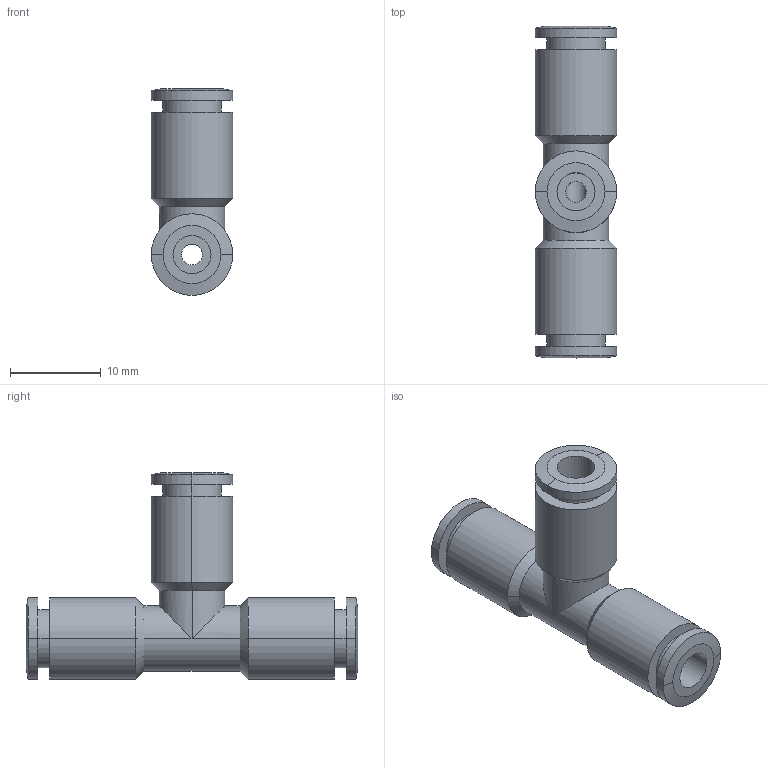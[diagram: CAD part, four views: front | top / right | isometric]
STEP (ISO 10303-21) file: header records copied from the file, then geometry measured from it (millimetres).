
FILE_DESCRIPTION((''),'2;1');
FILE_NAME('050400.stp','2003-05-26T16:47:12',('maffial1'),(''),'Autodesk Inventor (R) 6.0','Autodesk Inventor (R) 6.0','');
FILE_SCHEMA(('AUTOMOTIVE_DESIGN { 1 0 10303 214 1 1 1 1 }'));
Length unit declared in the file: millimetre
Products named in the file (1): 050400
Bounding box: 9 x 36.6 x 22.8 mm (x, y, z)
Volume: 2174.5 mm3; surface area: 2353.1 mm2
Topology: 1 solids, 1 shells, 58 faces, 118 edges, 70 vertices
Faces by surface type: cylinder 28, cone 12, bspline 9, plane 9
Entity records: 1633 total; most frequent: CARTESIAN_POINT 358, DIRECTION 288, ORIENTED_EDGE 236, AXIS2_PLACEMENT_3D 120, EDGE_CURVE 118, VERTEX_POINT 70, EDGE_LOOP 70, CIRCLE 66
